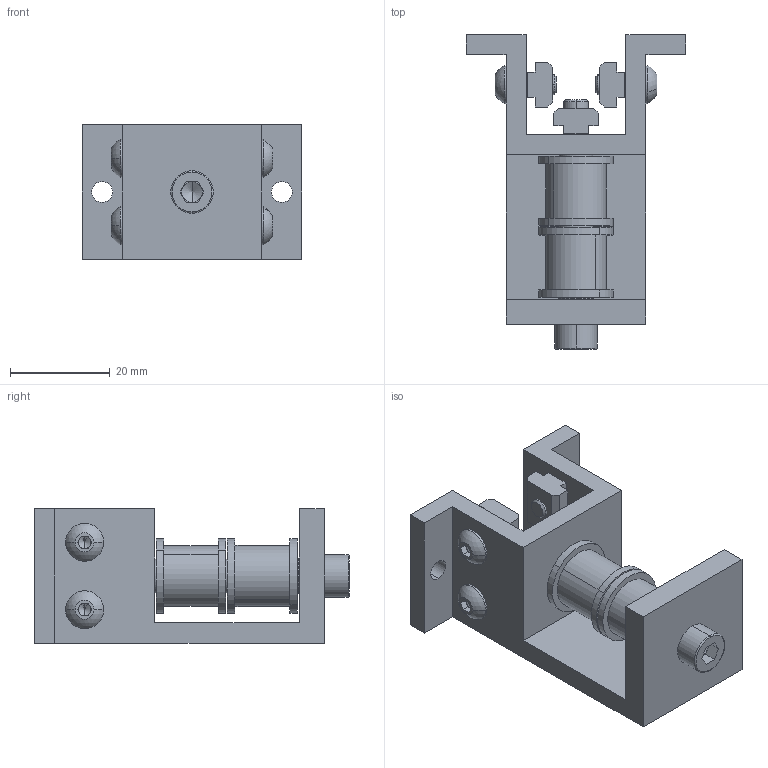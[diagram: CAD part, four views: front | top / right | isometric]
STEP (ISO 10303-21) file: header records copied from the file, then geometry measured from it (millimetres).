
FILE_DESCRIPTION (( 'STEP AP214' ), '1' );
FILE_NAME ('Y Carriage Top Assembled.step', '2019-11-11T12:54:14', ( '' ), ( '' ), 'SwSTEP 2.0', 'SolidWorks 2019', '' );
FILE_SCHEMA (( 'AUTOMOTIVE_DESIGN' ));
Length unit declared in the file: millimetre
Products named in the file (17): Y Carriage Top Assembled; -MR95ZZ-assem; Y Carriage Top; Toothed Idler; Toothed Idler Assembled; mr95zz-int; 5x7x0.3 shim; socket head cap screw_bsi_BS EN ISO 4762 M5 x 45 - 22N; mr95zz-ext; 2020 Nut Series 5 - M5; mr95zz-cen; socket button head screw_bsi_BS EN ISO 7380 - M4 x 10 - 10N; 2020 Nut Series 5 - M4
Assembly tree (38 placements, depth 4):
  Y Carriage Top Assembled
    Y Carriage Top
    5x7x0.3 shim  x3
    Toothed Idler Assembled
      Toothed Idler
      -MR95ZZ-assem
        mr95zz-cen  x2
        mr95zz-ext
        mr95zz-int
      -MR95ZZ-assem
        mr95zz-cen  x2
        mr95zz-ext
        mr95zz-int
    Toothed Idler Assembled
      Toothed Idler
      -MR95ZZ-assem
        mr95zz-cen  x2
        mr95zz-ext
        mr95zz-int
      -MR95ZZ-assem
        mr95zz-cen  x2
        mr95zz-ext
        mr95zz-int
    2020 Nut Series 5 - M5
    socket head cap screw_bsi_BS EN ISO 4762 M5 x 45 - 22N
    2020 Nut Series 5 - M4  x4
    socket button head screw_bsi_BS EN ISO 7380 - M4 x 10 - 10N  x4
Bounding box: 44 x 63 x 27 mm (x, y, z)
Volume: 21729.2 mm3; surface area: 17794 mm2
Topology: 32 solids, 32 shells, 3461 faces, 9658 edges, 6309 vertices
Faces by surface type: plane 1395, torus 820, cylinder 610, cone 372, bspline 256, sphere 8
Entity records: 23393 total; most frequent: CARTESIAN_POINT 8052, ORIENTED_EDGE 3004, DIRECTION 2717, EDGE_CURVE 1502, AXIS2_PLACEMENT_3D 1036, VERTEX_POINT 976, VECTOR 645, LINE 645
